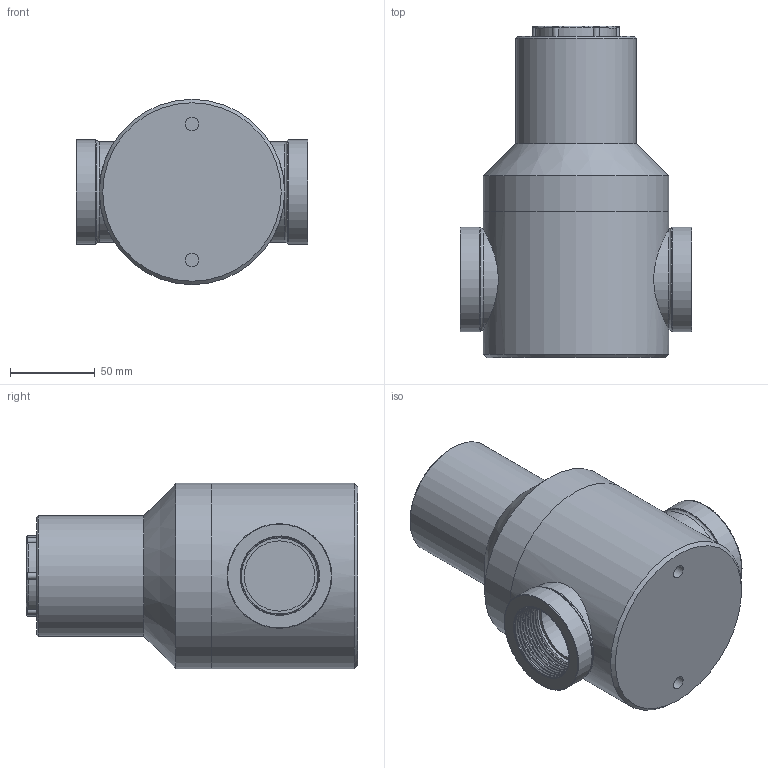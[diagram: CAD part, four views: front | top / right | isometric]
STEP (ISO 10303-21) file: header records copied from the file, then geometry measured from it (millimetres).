
FILE_DESCRIPTION (( 'STEP AP214' ), '1' );
FILE_NAME ('11-2-1101-7X.STEP', '2019-05-17T13:18:29', ( '' ), ( '' ), 'SwSTEP 2.0', 'SolidWorks 2019', '' );
FILE_SCHEMA (( 'AUTOMOTIVE_DESIGN' ));
Length unit declared in the file: millimetre
Products named in the file (11): 50mm stub cutout - ABS; Body detail - ABS 50_50mm or 1 1-2; 50mm Dust Cap; 50mm stub - ABS; PVC Bonnet all size_50mm PVC-304; 11-2-1101-7X; Body detail - ABS 50; PVC Bonnet all size
Assembly tree (5 placements, depth 2):
  50mm Dust Cap
  50mm stub - ABS
  50mm stub cutout - ABS
  11-2-1101-7X
    PVC Bonnet all size_50mm PVC-304
    50mm Dust Cap
    50mm stub cutout - ABS
    50mm stub - ABS
    Body detail - ABS 50_50mm or 1 1-2
  Body detail - ABS 50
Bounding box: 136.5 x 194.9 x 109 mm (x, y, z)
Volume: 1298187.3 mm3; surface area: 158519.2 mm2
Topology: 5 solids, 5 shells, 113 faces, 259 edges, 168 vertices
Faces by surface type: cylinder 53, plane 31, torus 14, bspline 12, cone 3
Full cylindrical faces by diameter (mm): 7.938 x2, 35.5 x1, 38 x1, 41.338 x2, 44.845 x18, 46.237 x2, 59.1 x2, 59.2 x2, 61.045 x2, 61.536 x2, 71 x1, 109 x2
Entity records: 7651 total; most frequent: CARTESIAN_POINT 5424, DIRECTION 380, ORIENTED_EDGE 342, AXIS2_PLACEMENT_3D 182, EDGE_CURVE 171, EDGE_LOOP 142, VERTEX_POINT 127, FACE_OUTER_BOUND 123
